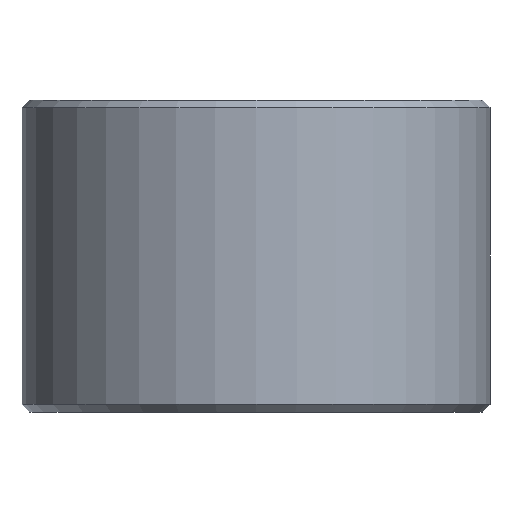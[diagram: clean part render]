
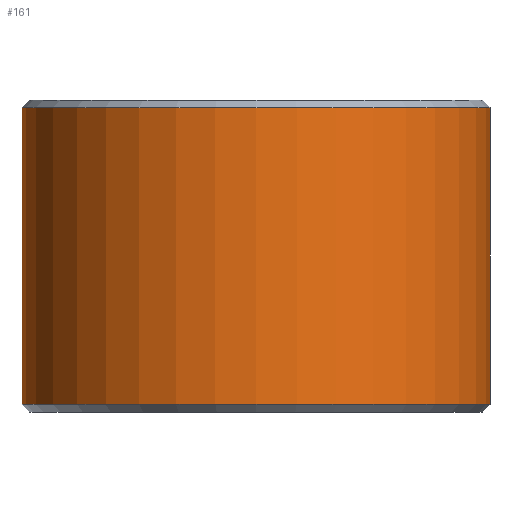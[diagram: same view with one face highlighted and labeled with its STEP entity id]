
A CAD part, front view. The second image highlights one B-rep face of the part: STEP entity #161.
In plain terms, the highlighted cylindrical face has radius 30 mm (diameter 60 mm), a full revolution.
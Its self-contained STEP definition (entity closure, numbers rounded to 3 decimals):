
#161=ADVANCED_FACE('',(#227,#228),#229,.T.);
#227=FACE_OUTER_BOUND('',#267,.T.);
#228=FACE_OUTER_BOUND('',#268,.T.);
#229=CYLINDRICAL_SURFACE('',#269,30.0);
#267=EDGE_LOOP('',(#309));
#268=EDGE_LOOP('',(#310));
#269=AXIS2_PLACEMENT_3D('',#311,#312,#313);
#309=ORIENTED_EDGE('',*,*,#341,.T.);
#310=ORIENTED_EDGE('',*,*,#337,.T.);
#311=CARTESIAN_POINT('',(0.0,0.0,0.0));
#312=DIRECTION('',(0.0,0.0,1.0));
#313=DIRECTION('',(1.0,0.0,0.0));
#337=EDGE_CURVE('',#356,#356,#357,.F.);
#341=EDGE_CURVE('',#363,#363,#364,.T.);
#356=VERTEX_POINT('',#381);
#357=CIRCLE('',#382,30.0);
#363=VERTEX_POINT('',#388);
#364=CIRCLE('',#389,30.0);
#381=CARTESIAN_POINT('',(30.0,0.,39.0));
#382=AXIS2_PLACEMENT_3D('',#406,#407,#408);
#388=CARTESIAN_POINT('',(30.0,0.0,1.0));
#389=AXIS2_PLACEMENT_3D('',#415,#416,#417);
#406=CARTESIAN_POINT('',(0.0,0.0,39.0));
#407=DIRECTION('',(0.0,0.0,1.0));
#408=DIRECTION('',(1.0,0.0,0.0));
#415=CARTESIAN_POINT('',(0.0,0.0,1.0));
#416=DIRECTION('',(0.0,0.0,1.0));
#417=DIRECTION('',(1.0,0.0,0.0));
